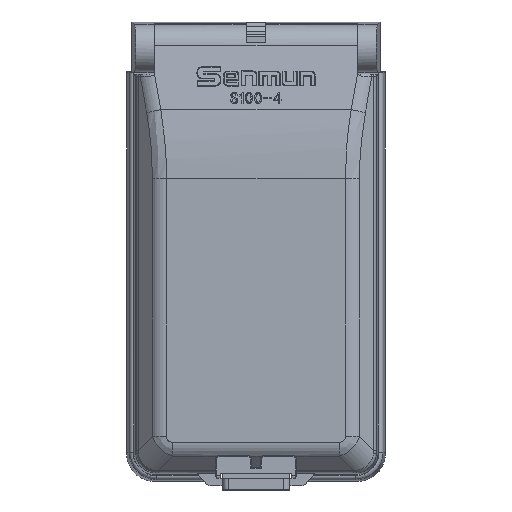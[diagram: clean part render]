
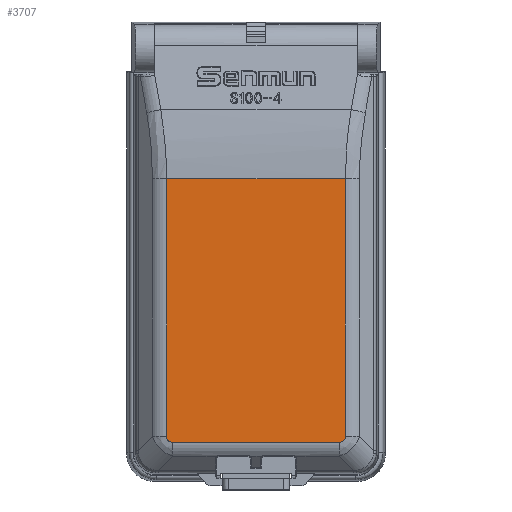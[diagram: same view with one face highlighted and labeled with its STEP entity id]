
A CAD part, top view. The second image highlights one B-rep face of the part: STEP entity #3707.
In plain terms, the highlighted planar face has unit normal (0, 0, 1).
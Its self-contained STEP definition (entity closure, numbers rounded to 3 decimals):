
#198=ELLIPSE('',#27190,3.637,2.1);
#199=ELLIPSE('',#27191,3.637,2.1);
#3707=ADVANCED_FACE('',(#5914),#5050,.F.);
#5050=PLANE('',#27192);
#5914=FACE_OUTER_BOUND('',#7273,.T.);
#7273=EDGE_LOOP('',(#10153,#10154,#10155,#10156,#10157,#10158));
#10153=ORIENTED_EDGE('',*,*,#19244,.T.);
#10154=ORIENTED_EDGE('',*,*,#19245,.T.);
#10155=ORIENTED_EDGE('',*,*,#19246,.T.);
#10156=ORIENTED_EDGE('',*,*,#19247,.T.);
#10157=ORIENTED_EDGE('',*,*,#19248,.T.);
#10158=ORIENTED_EDGE('',*,*,#19249,.T.);
#16786=VERTEX_POINT('',#63328);
#16787=VERTEX_POINT('',#63329);
#16788=VERTEX_POINT('',#63331);
#16789=VERTEX_POINT('',#63333);
#16790=VERTEX_POINT('',#63335);
#16791=VERTEX_POINT('',#63337);
#19244=EDGE_CURVE('',#16786,#16787,#198,.T.);
#19245=EDGE_CURVE('',#16787,#16788,#22562,.T.);
#19246=EDGE_CURVE('',#16788,#16789,#22563,.T.);
#19247=EDGE_CURVE('',#16789,#16790,#22564,.T.);
#19248=EDGE_CURVE('',#16790,#16791,#199,.T.);
#19249=EDGE_CURVE('',#16791,#16786,#22565,.T.);
#22562=LINE('',#63330,#24838);
#22563=LINE('',#63332,#24839);
#22564=LINE('',#63334,#24840);
#22565=LINE('',#63338,#24841);
#24838=VECTOR('',#29713,1.);
#24839=VECTOR('',#29714,1.);
#24840=VECTOR('',#29715,1.);
#24841=VECTOR('',#29718,1.);
#27190=AXIS2_PLACEMENT_3D('',#63327,#29711,#29712);
#27191=AXIS2_PLACEMENT_3D('',#63336,#29716,#29717);
#27192=AXIS2_PLACEMENT_3D('',#63339,#29719,#29720);
#29711=DIRECTION('',(0.,0.,1.));
#29712=DIRECTION('',(0.707,-0.707,0.));
#29713=DIRECTION('',(0.,1.,0.));
#29714=DIRECTION('',(-1.,0.,0.));
#29715=DIRECTION('',(0.,-1.,0.));
#29716=DIRECTION('',(0.,0.,1.));
#29717=DIRECTION('',(-0.707,-0.707,0.));
#29718=DIRECTION('',(1.,0.,0.));
#29719=DIRECTION('',(0.,0.,-1.));
#29720=DIRECTION('',(1.,0.,0.));
#63327=CARTESIAN_POINT('',(224.907,-209.489,22.));
#63328=CARTESIAN_POINT('',(226.392,-212.459,22.));
#63329=CARTESIAN_POINT('',(227.877,-210.974,22.));
#63330=CARTESIAN_POINT('',(227.877,0.,22.));
#63331=CARTESIAN_POINT('',(227.877,-146.279,22.));
#63332=CARTESIAN_POINT('',(0.,-146.279,22.));
#63333=CARTESIAN_POINT('',(182.919,-146.279,22.));
#63334=CARTESIAN_POINT('',(182.919,0.,22.));
#63335=CARTESIAN_POINT('',(182.919,-210.974,22.));
#63336=CARTESIAN_POINT('',(185.889,-209.489,22.));
#63337=CARTESIAN_POINT('',(184.404,-212.459,22.));
#63338=CARTESIAN_POINT('',(0.,-212.459,22.));
#63339=CARTESIAN_POINT('',(0.,0.,22.));
